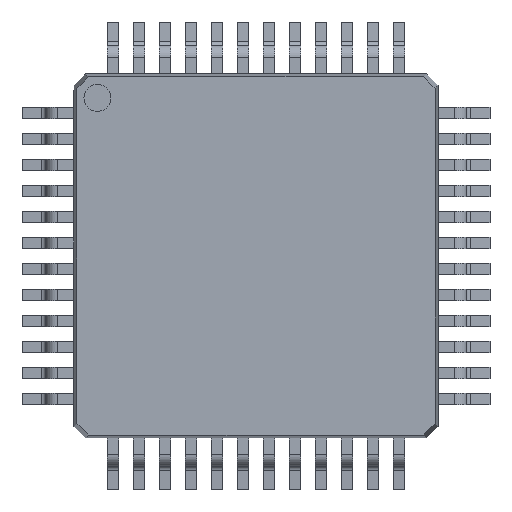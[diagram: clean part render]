
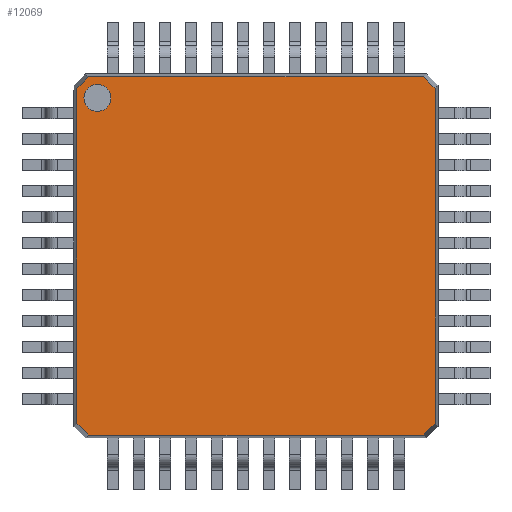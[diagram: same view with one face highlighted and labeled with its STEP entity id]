
A CAD part, top view. The second image highlights one B-rep face of the part: STEP entity #12069.
In plain terms, the highlighted planar face has unit normal (0, 0, 1).
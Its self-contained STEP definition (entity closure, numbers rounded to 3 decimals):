
#13=FACE_BOUND('',#1417,.T.);
#121=CIRCLE('',#12830,0.258);
#716=FACE_OUTER_BOUND('',#1416,.T.);
#1416=EDGE_LOOP('',(#8057,#8058,#8059,#8060,#8061,#8062,#8063,#8064));
#1417=EDGE_LOOP('',(#8065));
#2155=LINE('',#17638,#3572);
#2157=LINE('',#17643,#3574);
#2160=LINE('',#17649,#3577);
#2163=LINE('',#17655,#3580);
#2166=LINE('',#17659,#3583);
#2167=LINE('',#17660,#3584);
#2168=LINE('',#17661,#3585);
#2169=LINE('',#17662,#3586);
#3572=VECTOR('',#14019,1000.);
#3574=VECTOR('',#14023,1000.);
#3577=VECTOR('',#14028,1000.);
#3580=VECTOR('',#14033,1000.);
#3583=VECTOR('',#14038,1000.);
#3584=VECTOR('',#14039,1000.);
#3585=VECTOR('',#14040,1000.);
#3586=VECTOR('',#14041,1000.);
#4951=VERTEX_POINT('',#17560);
#4985=VERTEX_POINT('',#17635);
#4986=VERTEX_POINT('',#17637);
#4987=VERTEX_POINT('',#17641);
#4988=VERTEX_POINT('',#17642);
#4989=VERTEX_POINT('',#17647);
#4990=VERTEX_POINT('',#17648);
#4991=VERTEX_POINT('',#17653);
#4992=VERTEX_POINT('',#17654);
#6165=EDGE_CURVE('',#4951,#4951,#121,.T.);
#6201=EDGE_CURVE('',#4985,#4986,#2155,.T.);
#6203=EDGE_CURVE('',#4987,#4988,#2157,.T.);
#6206=EDGE_CURVE('',#4989,#4990,#2160,.T.);
#6209=EDGE_CURVE('',#4991,#4992,#2163,.T.);
#6212=EDGE_CURVE('',#4985,#4988,#2166,.T.);
#6213=EDGE_CURVE('',#4987,#4990,#2167,.T.);
#6214=EDGE_CURVE('',#4989,#4992,#2168,.T.);
#6215=EDGE_CURVE('',#4991,#4986,#2169,.T.);
#8057=ORIENTED_EDGE('',*,*,#6201,.F.);
#8058=ORIENTED_EDGE('',*,*,#6212,.T.);
#8059=ORIENTED_EDGE('',*,*,#6203,.F.);
#8060=ORIENTED_EDGE('',*,*,#6213,.T.);
#8061=ORIENTED_EDGE('',*,*,#6206,.F.);
#8062=ORIENTED_EDGE('',*,*,#6214,.T.);
#8063=ORIENTED_EDGE('',*,*,#6209,.F.);
#8064=ORIENTED_EDGE('',*,*,#6215,.T.);
#8065=ORIENTED_EDGE('',*,*,#6165,.T.);
#11557=PLANE('',#12841);
#12069=ADVANCED_FACE('',(#716,#13),#11557,.F.);
#12830=AXIS2_PLACEMENT_3D('',#17561,#13969,#13970);
#12841=AXIS2_PLACEMENT_3D('',#17658,#14036,#14037);
#13969=DIRECTION('center_axis',(0.,0.,
-1.));
#13970=DIRECTION('ref_axis',(-1.,0.,0.));
#14019=DIRECTION('',(1.,0.,0.));
#14023=DIRECTION('',(0.,1.,0.));
#14028=DIRECTION('',(-1.,0.,0.));
#14033=DIRECTION('',(0.,-1.,0.));
#14036=DIRECTION('center_axis',(0.,0.,
-1.));
#14037=DIRECTION('ref_axis',(0.,1.,0.));
#14038=DIRECTION('',(-0.702,-0.712,0.));
#14039=DIRECTION('',(0.712,-0.702,0.));
#14040=DIRECTION('',(0.702,0.712,0.));
#14041=DIRECTION('',(-0.712,0.702,0.));
#17560=CARTESIAN_POINT('',(-2.792,3.1,1.214));
#17561=CARTESIAN_POINT('Origin',(-3.05,3.1,1.214));
#17635=CARTESIAN_POINT('',(-3.223,3.506,1.214));
#17637=CARTESIAN_POINT('',(3.219,3.506,1.214));
#17638=CARTESIAN_POINT('',(0.,3.506,1.214));
#17641=CARTESIAN_POINT('',(-3.444,-3.162,1.214));
#17642=CARTESIAN_POINT('',(-3.444,3.281,1.214));
#17643=CARTESIAN_POINT('',(-3.444,0.061,1.214));
#17647=CARTESIAN_POINT('',(3.223,-3.383,1.214));
#17648=CARTESIAN_POINT('',(-3.219,-3.383,1.214));
#17649=CARTESIAN_POINT('',(0.,-3.383,1.214));
#17653=CARTESIAN_POINT('',(3.444,3.284,1.214));
#17654=CARTESIAN_POINT('',(3.444,-3.158,1.214));
#17655=CARTESIAN_POINT('',(3.444,0.061,1.214));
#17658=CARTESIAN_POINT('Origin',(0.,0.061,
1.214));
#17659=CARTESIAN_POINT('',(-3.445,3.28,1.214));
#17660=CARTESIAN_POINT('',(-3.219,-3.384,1.214));
#17661=CARTESIAN_POINT('',(3.445,-3.158,1.214));
#17662=CARTESIAN_POINT('',(3.219,3.506,1.214));
